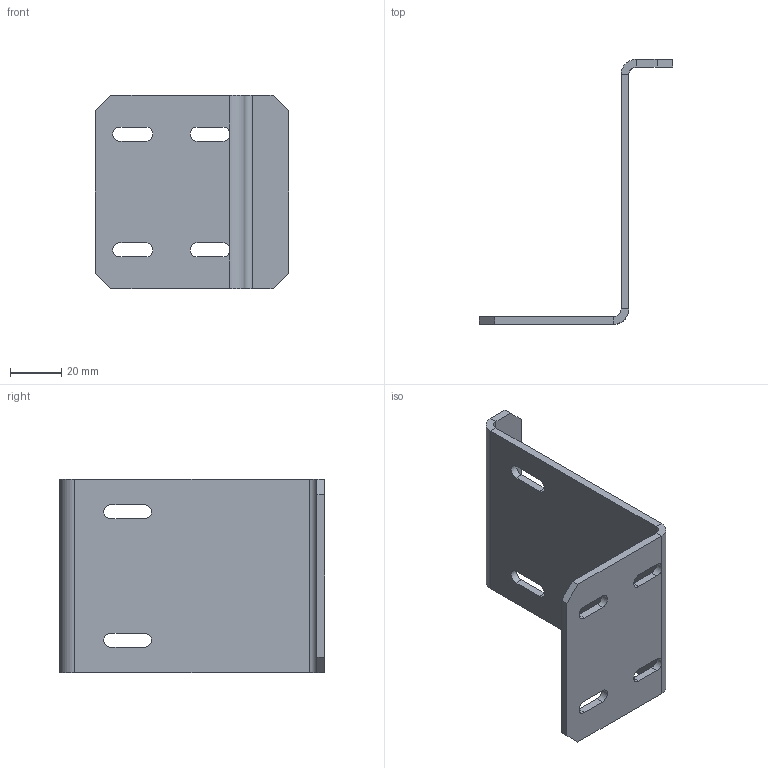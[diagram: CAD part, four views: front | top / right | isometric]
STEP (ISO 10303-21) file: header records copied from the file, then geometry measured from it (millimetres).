
FILE_DESCRIPTION(/* description */ ('Suporte Guia Esteira Interna','CAx-IF Rec.Pracs.---Representation and Presentation of Product Manufacturing Information (PMI)---4.0---2014-10-13'),/* implementation_level */ '2;1');
FILE_NAME(/* name */ 'MD03-012-0808-0011.stp',/* time_stamp */ '2025-08-28T09:36:30-04:00',/* author */ ('wandr'),/* organization */ ('ELGIN'),/* preprocessor_version */ 'ST-DEVELOPER v20.1',/* originating_system */ 'Autodesk Inventor 2026',/* authorisation */ '');
FILE_SCHEMA (('AP242_MANAGED_MODEL_BASED_3D_ENGINEERING_MIM_LF { 1 0 10303 442 2 1 4 }'));
Length unit declared in the file: millimetre
Products named in the file (1): MD03-012-0808-0011
Bounding box: 75 x 103 x 75 mm (x, y, z)
Volume: 36773.2 mm3; surface area: 26658.7 mm2
Topology: 1 solids, 1 shells, 52 faces, 142 edges, 88 vertices
Faces by surface type: plane 36, cylinder 16
Entity records: 2052 total; most frequent: CARTESIAN_POINT 403, DIRECTION 340, ORIENTED_EDGE 284, EDGE_CURVE 142, AXIS2_PLACEMENT_3D 119, LINE 102, VECTOR 102, VERTEX_POINT 88
